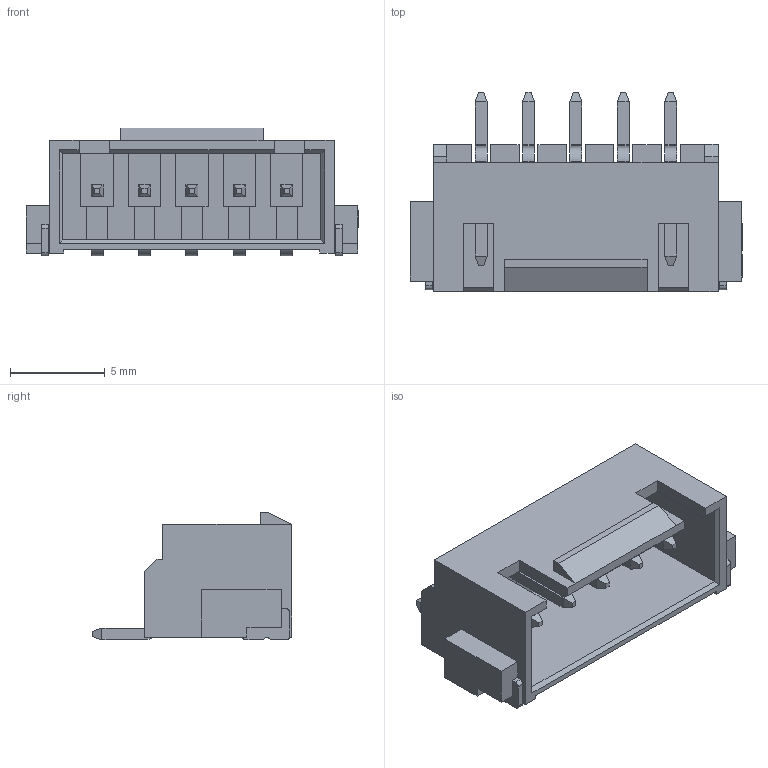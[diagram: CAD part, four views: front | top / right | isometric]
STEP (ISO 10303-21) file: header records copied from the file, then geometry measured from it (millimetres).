
FILE_DESCRIPTION (( 'STEP AP214' ), '1' );
FILE_NAME ('CONN-SMD_WAFER-XHB2.54-5PWT-W1-P.STEP', '2024-12-13T03:20:27', ( 'PC' ), ( 'Microsoft' ), 'SwSTEP 2.0', 'SolidWorks 2020', '' );
FILE_SCHEMA (( 'AUTOMOTIVE_DESIGN' ));
Length unit declared in the file: millimetre
Products named in the file (1): CONN-SMD_WAFER-XHB2.54-5PWT-W1-P
Bounding box: 17.51 x 10.5 x 6.75 mm (x, y, z)
Volume: 245.4 mm3; surface area: 928.2 mm2
Topology: 1 solids, 1 shells, 504 faces, 1368 edges, 896 vertices
Faces by surface type: plane 374, bspline 98, cylinder 32
Entity records: 21722 total; most frequent: CARTESIAN_POINT 4075, ORIENTED_EDGE 2736, DIRECTION 2046, EDGE_CURVE 1368, LINE 1104, VECTOR 1104, VERTEX_POINT 896, EDGE_LOOP 534
